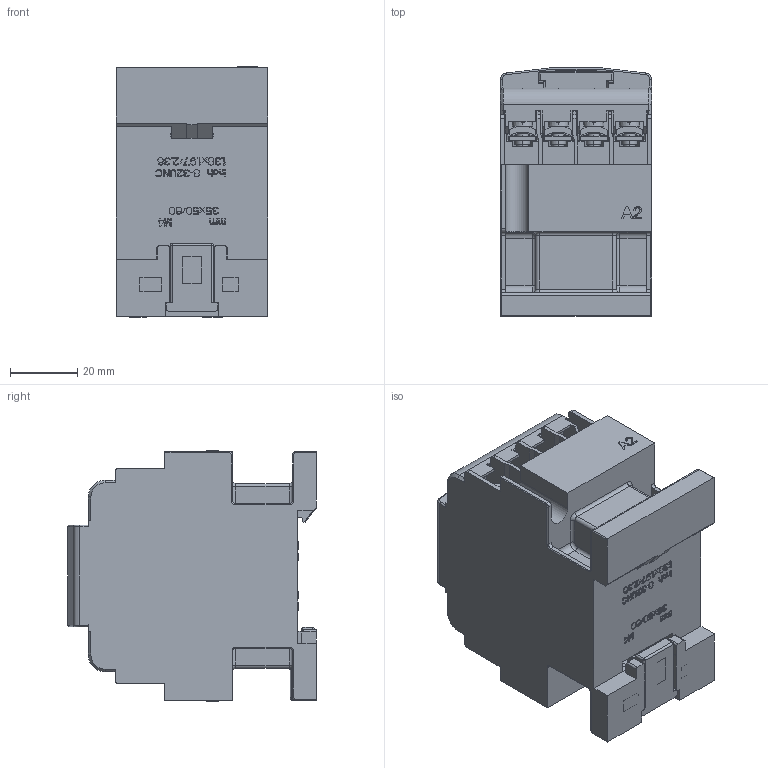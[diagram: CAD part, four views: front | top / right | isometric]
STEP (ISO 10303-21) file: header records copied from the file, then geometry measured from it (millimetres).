
FILE_DESCRIPTION((''),'2;1');
FILE_NAME('2390001800_SW0002','2025-09-15T',('xinyu.liu'),(''),'PRO/ENGINEER BY PARAMETRIC TECHNOLOGY CORPORATION, 2015440','PRO/ENGINEER BY PARAMETRIC TECHNOLOGY CORPORATION, 2015440','');
FILE_SCHEMA(('CONFIG_CONTROL_DESIGN'));
Products named in the file (1): 2390001800_SW0002
Bounding box: 45 x 73.9 x 74.4 mm (x, y, z)
Volume: 155766.8 mm3; surface area: 50902.8 mm2
Topology: 1 solids, 16 shells, 4390 faces, 12018 edges, 7568 vertices
Faces by surface type: plane 3356, cylinder 645, torus 154, bspline 85, cone 76, extrusion 58, sphere 16
Entity records: 145062 total; most frequent: CARTESIAN_POINT 34440, ORIENTED_EDGE 24024, DIRECTION 21350, EDGE_CURVE 12012, VECTOR 9788, LINE 9730, VERTEX_POINT 7568, AXIS2_PLACEMENT_3D 5781
